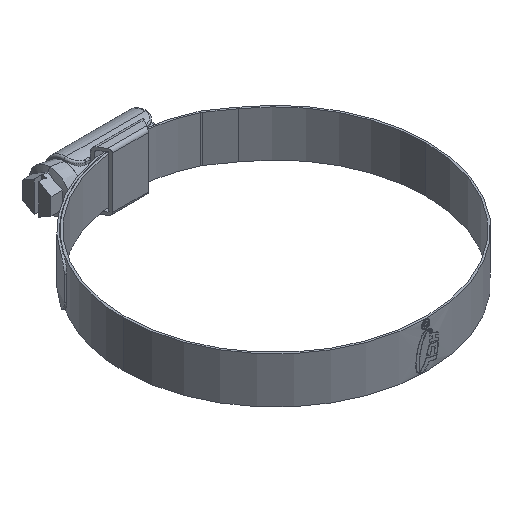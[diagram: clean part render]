
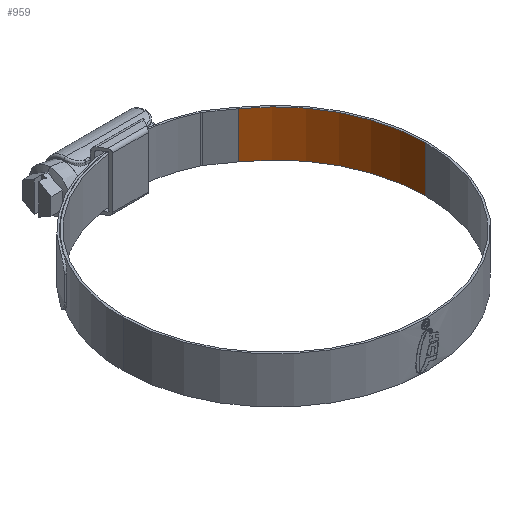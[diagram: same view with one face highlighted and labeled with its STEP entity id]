
A CAD part, isometric view. The second image highlights one B-rep face of the part: STEP entity #959.
In plain terms, the highlighted cylindrical face has radius 41.5 mm (diameter 83 mm), a partial arc.
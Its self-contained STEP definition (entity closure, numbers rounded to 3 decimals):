
#635 = CARTESIAN_POINT ( 'NONE',  ( 23.803, 33.995, 6.35 ) ) ;
#789 = ORIENTED_EDGE ( 'NONE', *, *, #3055, .T. ) ;
#948 = DIRECTION ( 'NONE',  ( -1., 0., 0. ) ) ;
#959 = ADVANCED_FACE ( 'NONE', ( #3327 ), #7495, .F. ) ;
#1172 = VERTEX_POINT ( 'NONE', #2010 ) ;
#1314 = CIRCLE ( 'NONE', #1942, 41.5 ) ;
#1533 = EDGE_CURVE ( 'NONE', #4060, #5526, #2787, .T. ) ;
#1748 = ORIENTED_EDGE ( 'NONE', *, *, #6538, .F. ) ;
#1755 = CARTESIAN_POINT ( 'NONE',  ( 41.5, 0., -6.35 ) ) ;
#1811 = DIRECTION ( 'NONE',  ( 1., 0., 0. ) ) ;
#1942 = AXIS2_PLACEMENT_3D ( 'NONE', #4104, #5303, #1811 ) ;
#2010 = CARTESIAN_POINT ( 'NONE',  ( 23.803, 33.995, 6.35 ) ) ;
#2787 = CIRCLE ( 'NONE', #7095, 41.5 ) ;
#2801 = CARTESIAN_POINT ( 'NONE',  ( 0., 0., -6.35 ) ) ;
#2838 = DIRECTION ( 'NONE',  ( 1., 0., 0. ) ) ;
#3055 = EDGE_CURVE ( 'NONE', #3660, #1172, #1314, .T. ) ;
#3242 = CARTESIAN_POINT ( 'NONE',  ( 23.803, 33.995, -6.35 ) ) ;
#3327 = FACE_OUTER_BOUND ( 'NONE', #6381, .T. ) ;
#3660 = VERTEX_POINT ( 'NONE', #4563 ) ;
#3743 = DIRECTION ( 'NONE',  ( 0., 0., -1. ) ) ;
#3829 = EDGE_CURVE ( 'NONE', #1172, #5526, #4839, .T. ) ;
#4060 = VERTEX_POINT ( 'NONE', #1755 ) ;
#4104 = CARTESIAN_POINT ( 'NONE',  ( 0., 0., 6.35 ) ) ;
#4313 = ORIENTED_EDGE ( 'NONE', *, *, #3829, .T. ) ;
#4563 = CARTESIAN_POINT ( 'NONE',  ( 41.5, 0., 6.35 ) ) ;
#4839 = LINE ( 'NONE', #635, #6073 ) ;
#4943 = LINE ( 'NONE', #6059, #7145 ) ;
#5015 = ORIENTED_EDGE ( 'NONE', *, *, #1533, .F. ) ;
#5218 = AXIS2_PLACEMENT_3D ( 'NONE', #6410, #6946, #948 ) ;
#5303 = DIRECTION ( 'NONE',  ( 0., 0., 1. ) ) ;
#5526 = VERTEX_POINT ( 'NONE', #3242 ) ;
#6059 = CARTESIAN_POINT ( 'NONE',  ( 41.5, 0., 6.35 ) ) ;
#6073 = VECTOR ( 'NONE', #6520, 1000. ) ;
#6322 = DIRECTION ( 'NONE',  ( 0., 0., 1. ) ) ;
#6381 = EDGE_LOOP ( 'NONE', ( #1748, #789, #4313, #5015 ) ) ;
#6410 = CARTESIAN_POINT ( 'NONE',  ( 0., 0., 6.35 ) ) ;
#6520 = DIRECTION ( 'NONE',  ( 0., 0., -1. ) ) ;
#6538 = EDGE_CURVE ( 'NONE', #3660, #4060, #4943, .T. ) ;
#6946 = DIRECTION ( 'NONE',  ( 0., 0., -1. ) ) ;
#7095 = AXIS2_PLACEMENT_3D ( 'NONE', #2801, #6322, #2838 ) ;
#7145 = VECTOR ( 'NONE', #3743, 1000. ) ;
#7495 = CYLINDRICAL_SURFACE ( 'NONE', #5218, 41.5 ) ;
